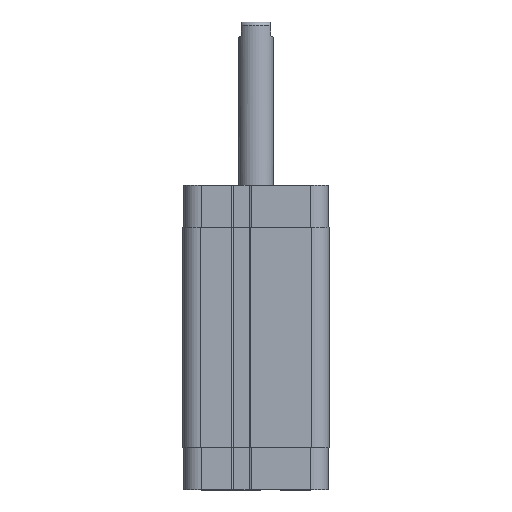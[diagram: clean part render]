
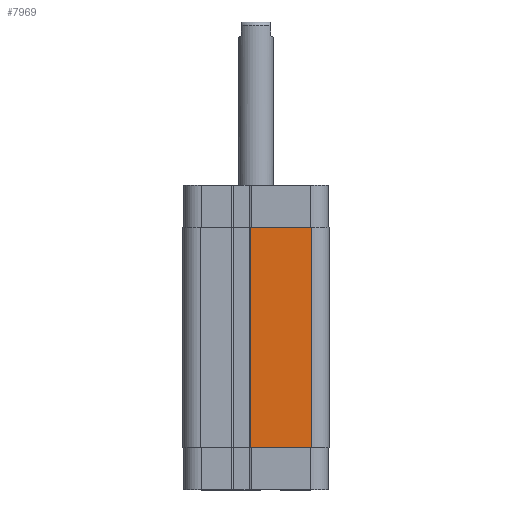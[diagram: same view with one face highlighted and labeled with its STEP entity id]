
A CAD part, top view. The second image highlights one B-rep face of the part: STEP entity #7969.
In plain terms, the highlighted planar face has unit normal (0, 0, 1).
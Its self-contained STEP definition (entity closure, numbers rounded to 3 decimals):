
#5674=CARTESIAN_POINT('',(19.05,-37.75,25.05));
#5675=VERTEX_POINT('',#5674);
#5683=CARTESIAN_POINT('',(-1.75,-37.75,25.05));
#5684=VERTEX_POINT('',#5683);
#5685=CARTESIAN_POINT('',(-1.75,-37.75,25.05));
#5686=DIRECTION('',(1.0,0.0,0.0));
#5687=VECTOR('',#5686,20.8);
#5688=LINE('',#5685,#5687);
#5689=EDGE_CURVE('',#5684,#5675,#5688,.T.);
#7451=CARTESIAN_POINT('',(-1.75,37.75,25.05));
#7452=VERTEX_POINT('',#7451);
#7460=CARTESIAN_POINT('',(19.05,37.75,25.05));
#7461=VERTEX_POINT('',#7460);
#7462=CARTESIAN_POINT('',(19.05,37.75,25.05));
#7463=DIRECTION('',(-1.0,0.0,0.0));
#7464=VECTOR('',#7463,20.8);
#7465=LINE('',#7462,#7464);
#7466=EDGE_CURVE('',#7461,#7452,#7465,.T.);
#7937=CARTESIAN_POINT('',(19.05,-37.75,25.05));
#7938=DIRECTION('',(0.0,1.0,0.0));
#7939=VECTOR('',#7938,75.5);
#7940=LINE('',#7937,#7939);
#7941=EDGE_CURVE('',#5675,#7461,#7940,.T.);
#7953=CARTESIAN_POINT('',(19.05,0.0,25.05));
#7954=DIRECTION('',(0.0,0.0,1.0));
#7955=DIRECTION('',(1.0,0.0,0.0));
#7956=AXIS2_PLACEMENT_3D('',#7953,#7954,#7955);
#7957=PLANE('',#7956);
#7958=ORIENTED_EDGE('',*,*,#7466,.T.);
#7959=CARTESIAN_POINT('',(-1.75,-37.75,25.05));
#7960=DIRECTION('',(0.0,1.0,0.0));
#7961=VECTOR('',#7960,75.5);
#7962=LINE('',#7959,#7961);
#7963=EDGE_CURVE('',#5684,#7452,#7962,.T.);
#7964=ORIENTED_EDGE('',*,*,#7963,.F.);
#7965=ORIENTED_EDGE('',*,*,#5689,.T.);
#7966=ORIENTED_EDGE('',*,*,#7941,.T.);
#7967=EDGE_LOOP('',(#7958,#7964,#7965,#7966));
#7968=FACE_OUTER_BOUND('',#7967,.T.);
#7969=ADVANCED_FACE('',(#7968),#7957,.T.);
